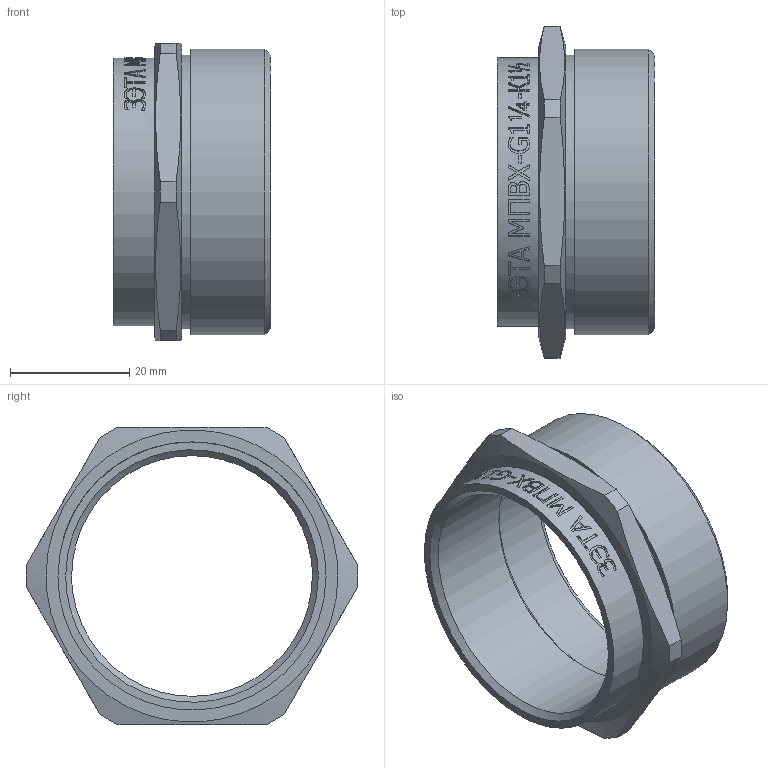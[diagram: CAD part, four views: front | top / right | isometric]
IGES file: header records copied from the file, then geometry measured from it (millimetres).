
Global section: file name: 64 MPVX-G1 1_4-NPT1 1_2; native system: Autodesk Inventor 2015; preprocessor: unknown; author: Борисов Е.В.,,11,0,; ; date: 20161002.105946; units: millimetre
Bounding box: 26.5 x 55.73 x 50 mm (x, y, z)
Volume: 12328.2 mm3; surface area: 9101.5 mm2
Topology: 1 solids, 1 shells, 288 faces, 788 edges, 529 vertices
Faces by surface type: bspline 288
